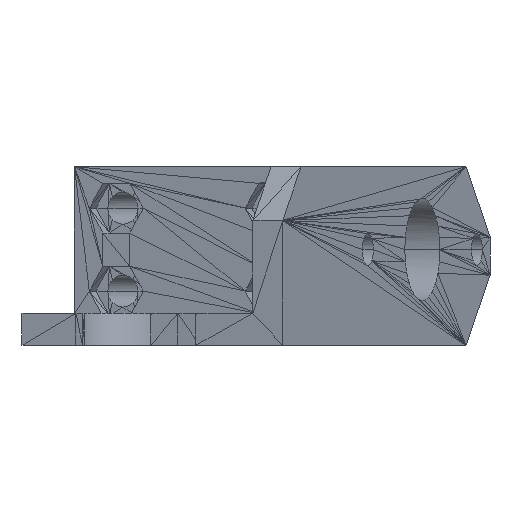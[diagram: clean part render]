
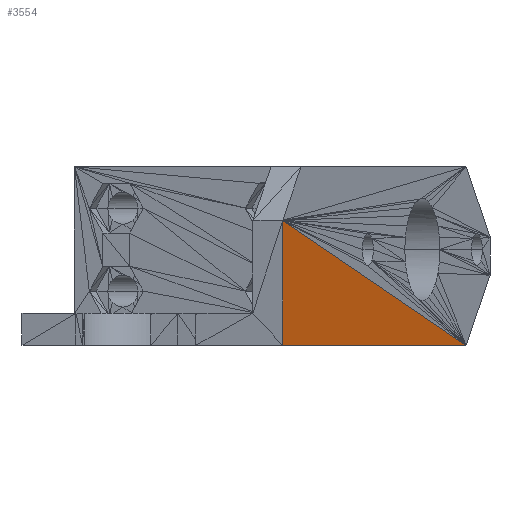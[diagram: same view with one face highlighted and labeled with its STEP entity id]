
A CAD part, front view. The second image highlights one B-rep face of the part: STEP entity #3554.
In plain terms, the highlighted planar face has unit normal (0.94, -0.342, 0).
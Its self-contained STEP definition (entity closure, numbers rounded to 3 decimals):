
#299 = CARTESIAN_POINT ( 'NONE',  ( 9014.145, 8444.686, 12114.722 ) ) ;
#300 = DIRECTION ( 'NONE',  ( -0.333, -0.915, 0.227 ) ) ;
#305 = CARTESIAN_POINT ( 'NONE',  ( 8985.415, 8365.752, 12114.722 ) ) ;
#306 = DIRECTION ( 'NONE',  ( 0.342, 0.94, 0. ) ) ;
#316 = CARTESIAN_POINT ( 'NONE',  ( 8985.415, 8365.752, 12114.722 ) ) ;
#317 = DIRECTION ( 'NONE',  ( 0., 0., 1. ) ) ;
#1502 = VECTOR ( 'NONE', #306, 1000. ) ;
#1575 = VECTOR ( 'NONE', #300, 1000. ) ;
#1829 = AXIS2_PLACEMENT_3D ( 'NONE', #7177, #7175, #7173 ) ;
#2074 = VECTOR ( 'NONE', #317, 1000. ) ;
#2691 = CARTESIAN_POINT ( 'NONE',  ( 8985.415, 8365.752, 12114.722 ) ) ;
#3554 = ADVANCED_FACE ( 'NONE', ( #5195 ), #7178, .T. ) ;
#4231 = EDGE_CURVE ( 'NONE', #11801, #11481, #8955, .T. ) ;
#4234 = EDGE_CURVE ( 'NONE', #6242, #11801, #9146, .T. ) ;
#4239 = EDGE_CURVE ( 'NONE', #6242, #11481, #8993, .T. ) ;
#5195 = FACE_OUTER_BOUND ( 'NONE', #15492, .T. ) ;
#6242 = VERTEX_POINT ( 'NONE', #2691 ) ;
#7173 = DIRECTION ( 'NONE',  ( 0.342, 0.94, 0. ) ) ;
#7175 = DIRECTION ( 'NONE',  ( 0.94, -0.342, 0. ) ) ;
#7177 = CARTESIAN_POINT ( 'NONE',  ( 8985.415, 8365.752, 12134.295 ) ) ;
#7178 = PLANE ( 'NONE',  #1829 ) ;
#8955 = LINE ( 'NONE', #299, #1575 ) ;
#8993 = LINE ( 'NONE', #316, #2074 ) ;
#9146 = LINE ( 'NONE', #305, #1502 ) ;
#11481 = VERTEX_POINT ( 'NONE', #15171 ) ;
#11801 = VERTEX_POINT ( 'NONE', #14002 ) ;
#13530 = ORIENTED_EDGE ( 'NONE', *, *, #4234, .T. ) ;
#13674 = ORIENTED_EDGE ( 'NONE', *, *, #4231, .T. ) ;
#13720 = ORIENTED_EDGE ( 'NONE', *, *, #4239, .F. ) ;
#14002 = CARTESIAN_POINT ( 'NONE',  ( 9014.145, 8444.686, 12114.722 ) ) ;
#15171 = CARTESIAN_POINT ( 'NONE',  ( 8985.415, 8365.752, 12134.295 ) ) ;
#15492 = EDGE_LOOP ( 'NONE', ( #13674, #13720, #13530 ) ) ;
